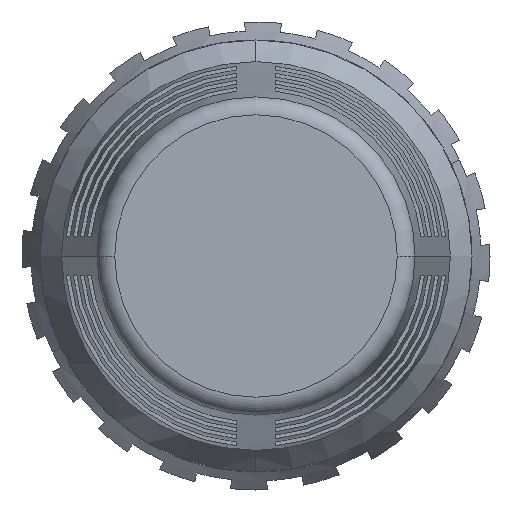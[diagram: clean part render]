
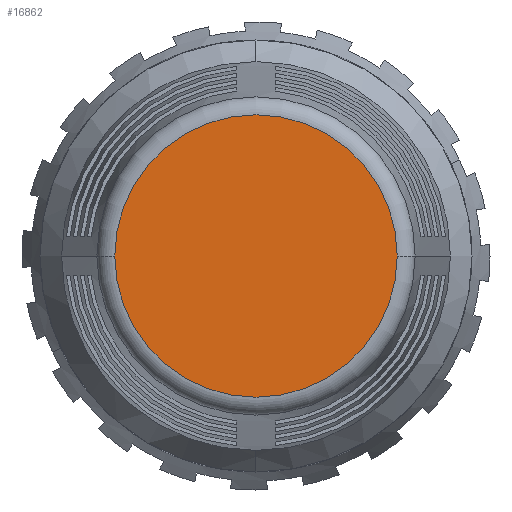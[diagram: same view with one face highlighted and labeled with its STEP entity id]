
A CAD part, front view. The second image highlights one B-rep face of the part: STEP entity #16862.
In plain terms, the highlighted planar face has unit normal (0, -1, 0).
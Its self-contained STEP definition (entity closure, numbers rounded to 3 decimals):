
#686 = CIRCLE ( 'NONE', #3030, 7.845 ) ;
#2936 = AXIS2_PLACEMENT_3D ( 'NONE', #26839, #26840, #26841 ) ;
#3030 = AXIS2_PLACEMENT_3D ( 'NONE', #7564, #7565, #7566 ) ;
#6265 = FACE_OUTER_BOUND ( 'NONE', #18951, .T. ) ;
#7564 = CARTESIAN_POINT ( 'NONE',  ( 0., -94.977, 0. ) ) ;
#7565 = DIRECTION ( 'NONE',  ( 0., -1., 0. ) ) ;
#7566 = DIRECTION ( 'NONE',  ( 1., 0., 0. ) ) ;
#8598 = PLANE ( 'NONE',  #23416 ) ;
#8599 = CARTESIAN_POINT ( 'NONE',  ( 0., -94.977, 0. ) ) ;
#8600 = DIRECTION ( 'NONE',  ( 0., -1., 0. ) ) ;
#8601 = DIRECTION ( 'NONE',  ( 1., 0., 0. ) ) ;
#13308 = CARTESIAN_POINT ( 'NONE',  ( 7.845, -94.977, 0. ) ) ;
#13310 = CARTESIAN_POINT ( 'NONE',  ( -7.845, -94.977, 0. ) ) ;
#16862 = ADVANCED_FACE ( 'NONE', ( #6265 ), #8598, .T. ) ;
#18951 = EDGE_LOOP ( 'NONE', ( #22233, #22234 ) ) ;
#22233 = ORIENTED_EDGE ( 'NONE', *, *, #23806, .T. ) ;
#22234 = ORIENTED_EDGE ( 'NONE', *, *, #23592, .T. ) ;
#23416 = AXIS2_PLACEMENT_3D ( 'NONE', #8599, #8600, #8601 ) ;
#23592 = EDGE_CURVE ( 'NONE', #24701, #24699, #686, .T. ) ;
#23806 = EDGE_CURVE ( 'NONE', #24699, #24701, #26466, .T. ) ;
#24699 = VERTEX_POINT ( 'NONE', #13308 ) ;
#24701 = VERTEX_POINT ( 'NONE', #13310 ) ;
#26466 = CIRCLE ( 'NONE', #2936, 7.845 ) ;
#26839 = CARTESIAN_POINT ( 'NONE',  ( 0., -94.977, 0. ) ) ;
#26840 = DIRECTION ( 'NONE',  ( 0., -1., 0. ) ) ;
#26841 = DIRECTION ( 'NONE',  ( 1., 0., 0. ) ) ;
